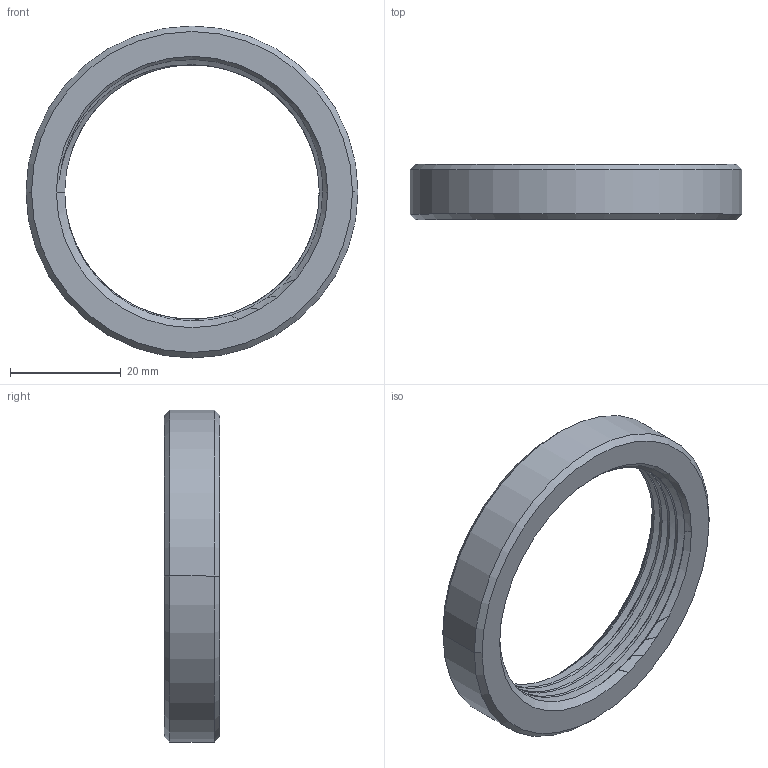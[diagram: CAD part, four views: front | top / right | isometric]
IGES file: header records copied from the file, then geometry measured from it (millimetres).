
Start section:  PTC IGES file: 234880.igs
Global section: file name: 234880.igs; native system: Creo Parametric by PTC Inc.; preprocessor: 2022414; author: banengservice; organization: Unknown; date: 20240124.083032; units: millimetre
Bounding box: 60 x 10 x 60 mm (x, y, z)
Surface area: 5930.8 mm2 (no closed solid volume)
Topology: 0 solids, 0 shells, 25 faces, 124 edges, 124 vertices
Faces by surface type: revolution 17, bspline 8
